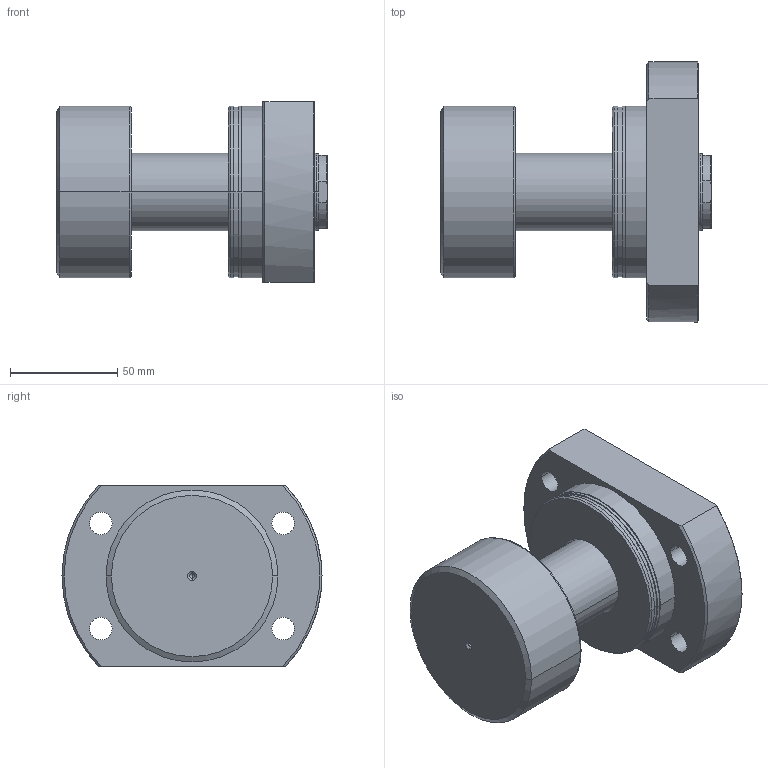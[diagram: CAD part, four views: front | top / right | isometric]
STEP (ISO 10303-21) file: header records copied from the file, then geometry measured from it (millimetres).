
FILE_DESCRIPTION (( 'STEP AP203' ), '1' );
FILE_NAME ('7e2f.STEP', '2024-01-08T14:39:00', ( '' ), ( '' ), 'SwSTEP 2.0', 'SolidWorks 2019', '' );
FILE_SCHEMA (( 'CONFIG_CONTROL_DESIGN' ));
Length unit declared in the file: millimetre
Products named in the file (3): 7e2f; V400CL_PC_Y c589353ce2dfbf1963dcb9f84f60d605; V400CL_VC_X c589353ce2dfbf1963dcb9f84f60d605
Assembly tree (2 placements, depth 2):
  7e2f
    V400CL_VC_X c589353ce2dfbf1963dcb9f84f60d605
    V400CL_PC_Y c589353ce2dfbf1963dcb9f84f60d605
Bounding box: 126 x 121 x 84 mm (x, y, z)
Volume: 514413.3 mm3; surface area: 66242.9 mm2
Topology: 2 solids, 2 shells, 103 faces, 232 edges, 143 vertices
Faces by surface type: cylinder 47, cone 28, plane 26, torus 2
Entity records: 3214 total; most frequent: DIRECTION 555, CARTESIAN_POINT 527, ORIENTED_EDGE 456, AXIS2_PLACEMENT_3D 235, EDGE_CURVE 228, VERTEX_POINT 143, CIRCLE 127, EDGE_LOOP 127
